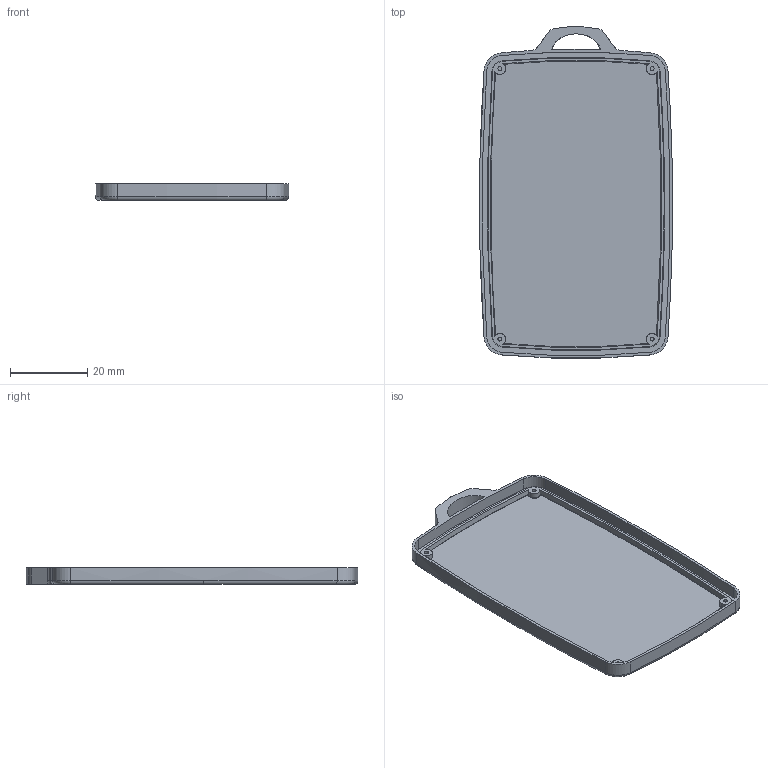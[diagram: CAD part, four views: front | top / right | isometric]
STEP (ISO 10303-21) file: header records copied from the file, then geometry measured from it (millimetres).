
FILE_DESCRIPTION (( 'STEP AP214' ), '1' );
FILE_NAME ('ALT.STEP', '2018-04-12T08:13:48', ( '' ), ( '' ), 'SwSTEP 2.0', 'SolidWorks 2016', '' );
FILE_SCHEMA (( 'AUTOMOTIVE_DESIGN' ));
Length unit declared in the file: millimetre
Products named in the file (1): ALT
Bounding box: 50 x 85.94 x 4.4 mm (x, y, z)
Volume: 4291.1 mm3; surface area: 10255.5 mm2
Topology: 1 solids, 1 shells, 111 faces, 274 edges, 176 vertices
Faces by surface type: cylinder 47, torus 22, cone 22, plane 17, bspline 3
Entity records: 3583 total; most frequent: CARTESIAN_POINT 824, DIRECTION 624, ORIENTED_EDGE 548, AXIS2_PLACEMENT_3D 275, EDGE_CURVE 274, VERTEX_POINT 176, CIRCLE 166, EDGE_LOOP 124
